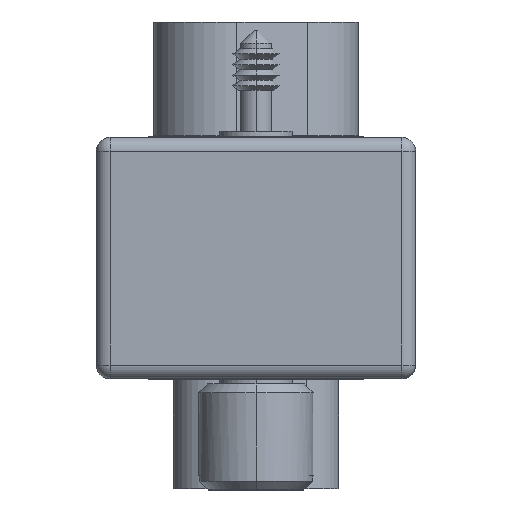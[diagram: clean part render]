
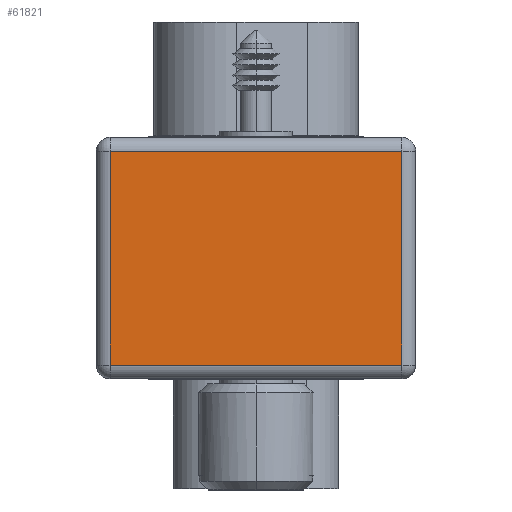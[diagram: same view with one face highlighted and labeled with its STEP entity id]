
A CAD part, front view. The second image highlights one B-rep face of the part: STEP entity #61821.
In plain terms, the highlighted face is planar.
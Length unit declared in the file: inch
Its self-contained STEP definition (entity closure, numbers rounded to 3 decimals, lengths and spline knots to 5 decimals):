
#60 = DIRECTION ( 'NONE',  ( 0., -1., 0. ) ) ;
#2534 = VECTOR ( 'NONE', #73476, 39.37008 ) ;
#3824 = VERTEX_POINT ( 'NONE', #65150 ) ;
#6360 = AXIS2_PLACEMENT_3D ( 'NONE', #6509, #20470, #39541 ) ;
#6509 = CARTESIAN_POINT ( 'NONE',  ( 1.1811, 0.45276, -0.34252 ) ) ;
#13709 = VECTOR ( 'NONE', #19797, 39.37008 ) ;
#19198 = VERTEX_POINT ( 'NONE', #26396 ) ;
#19429 = CARTESIAN_POINT ( 'NONE',  ( 1.1811, 0.45276, 0.30315 ) ) ;
#19797 = DIRECTION ( 'NONE',  ( 0., 1., 0. ) ) ;
#20470 = DIRECTION ( 'NONE',  ( -1., 0., 0. ) ) ;
#25507 = LINE ( 'NONE', #19429, #31545 ) ;
#26160 = LINE ( 'NONE', #73604, #32236 ) ;
#26396 = CARTESIAN_POINT ( 'NONE',  ( 1.1811, 0.41339, 0.30315 ) ) ;
#27616 = LINE ( 'NONE', #41825, #2534 ) ;
#31545 = VECTOR ( 'NONE', #60, 39.37008 ) ;
#31634 = ORIENTED_EDGE ( 'NONE', *, *, #63461, .T. ) ;
#32236 = VECTOR ( 'NONE', #53725, 39.37008 ) ;
#36460 = VERTEX_POINT ( 'NONE', #68436 ) ;
#37981 = FACE_OUTER_BOUND ( 'NONE', #59487, .T. ) ;
#38857 = ORIENTED_EDGE ( 'NONE', *, *, #72747, .T. ) ;
#39541 = DIRECTION ( 'NONE',  ( 0., 0., 1. ) ) ;
#41825 = CARTESIAN_POINT ( 'NONE',  ( 1.1811, -0.41339, -0.34252 ) ) ;
#45385 = CARTESIAN_POINT ( 'NONE',  ( 1.1811, 0.41339, -0.30315 ) ) ;
#50578 = ORIENTED_EDGE ( 'NONE', *, *, #73313, .T. ) ;
#52575 = EDGE_CURVE ( 'NONE', #36460, #3824, #27616, .T. ) ;
#53725 = DIRECTION ( 'NONE',  ( 0., 0., 1. ) ) ;
#58142 = CARTESIAN_POINT ( 'NONE',  ( 1.1811, 0.45276, -0.30315 ) ) ;
#59487 = EDGE_LOOP ( 'NONE', ( #62764, #38857, #31634, #50578 ) ) ;
#61821 = ADVANCED_FACE ( 'NONE', ( #37981 ), #63656, .F. ) ;
#62764 = ORIENTED_EDGE ( 'NONE', *, *, #52575, .T. ) ;
#63461 = EDGE_CURVE ( 'NONE', #81347, #19198, #26160, .T. ) ;
#63656 = PLANE ( 'NONE',  #6360 ) ;
#65150 = CARTESIAN_POINT ( 'NONE',  ( 1.1811, -0.41339, -0.30315 ) ) ;
#68436 = CARTESIAN_POINT ( 'NONE',  ( 1.1811, -0.41339, 0.30315 ) ) ;
#70869 = LINE ( 'NONE', #58142, #13709 ) ;
#72747 = EDGE_CURVE ( 'NONE', #3824, #81347, #70869, .T. ) ;
#73313 = EDGE_CURVE ( 'NONE', #19198, #36460, #25507, .T. ) ;
#73476 = DIRECTION ( 'NONE',  ( 0., 0., -1. ) ) ;
#73604 = CARTESIAN_POINT ( 'NONE',  ( 1.1811, 0.41339, 0.34252 ) ) ;
#81347 = VERTEX_POINT ( 'NONE', #45385 ) ;
